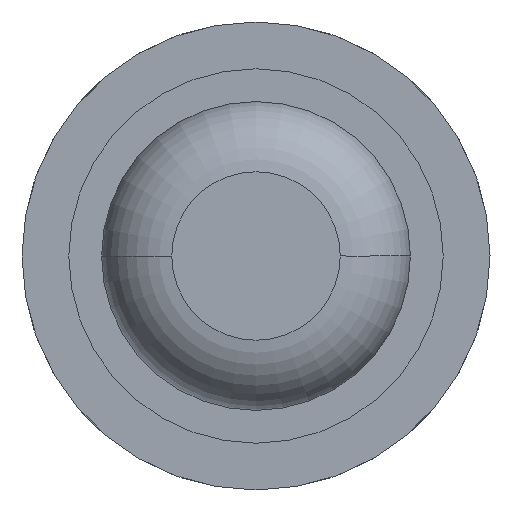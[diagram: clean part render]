
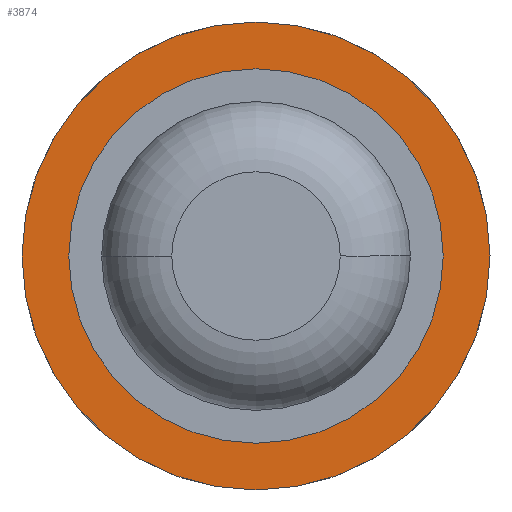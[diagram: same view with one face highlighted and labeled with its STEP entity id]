
A CAD part, front view. The second image highlights one B-rep face of the part: STEP entity #3874.
In plain terms, the highlighted planar face has unit normal (0, -1, 0).
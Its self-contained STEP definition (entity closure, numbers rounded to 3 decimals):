
#112 = EDGE_CURVE ( 'Defeature ausgef�hrt1_9+Defeature ausgef�hrt1_26+Defeature ausgef�hrt1_26+Defeature ausgef�hrt1_26', #4380, #3547, #4375, .T. ) ;
#175 = DIRECTION ( 'NONE',  ( 0., 0., -1. ) ) ;
#211 = CARTESIAN_POINT ( 'NONE',  ( 0., 5.3, 0. ) ) ;
#280 = AXIS2_PLACEMENT_3D ( 'NONE', #4117, #785, #4940 ) ;
#332 = CIRCLE ( 'NONE', #4658, 0.5 ) ;
#455 = DIRECTION ( 'NONE',  ( 0., 0., -1. ) ) ;
#538 = VERTEX_POINT ( 'NONE', #1644 ) ;
#653 = CARTESIAN_POINT ( 'NONE',  ( 0., 5.3, 0. ) ) ;
#667 = DIRECTION ( 'NONE',  ( 0., 0., -1. ) ) ;
#785 = DIRECTION ( 'NONE',  ( 0., -1., 0. ) ) ;
#814 = ORIENTED_EDGE ( 'NONE', *, *, #3362, .T. ) ;
#870 = EDGE_LOOP ( 'NONE', ( #2627, #2057 ) ) ;
#1097 = DIRECTION ( 'NONE',  ( 0., -1., 0. ) ) ;
#1243 = FACE_OUTER_BOUND ( 'NONE', #3717, .T. ) ;
#1457 = EDGE_CURVE ( 'Defeature ausgef�hrt1_26+Defeature ausgef�hrt1_27+Defeature ausgef�hrt1_27+Defeature ausgef�hrt1_27', #2436, #538, #4684, .T. ) ;
#1644 = CARTESIAN_POINT ( 'NONE',  ( 0., 5.3, 1.25 ) ) ;
#1817 = CARTESIAN_POINT ( 'NONE',  ( 0., 5.3, -1.25 ) ) ;
#1928 = AXIS2_PLACEMENT_3D ( 'NONE', #4195, #3817, #455 ) ;
#2057 = ORIENTED_EDGE ( 'NONE', *, *, #2393, .F. ) ;
#2262 = DIRECTION ( 'NONE',  ( 0., -1., 0. ) ) ;
#2338 = ORIENTED_EDGE ( 'NONE', *, *, #1457, .T. ) ;
#2393 = EDGE_CURVE ( 'Defeature ausgef�hrt1_9+Defeature ausgef�hrt1_26+Defeature ausgef�hrt1_26+Defeature ausgef�hrt1_26', #3547, #4380, #332, .T. ) ;
#2432 = AXIS2_PLACEMENT_3D ( 'NONE', #5218, #4397, #667 ) ;
#2436 = VERTEX_POINT ( 'NONE', #1817 ) ;
#2627 = ORIENTED_EDGE ( 'NONE', *, *, #112, .F. ) ;
#2805 = CARTESIAN_POINT ( 'NONE',  ( 0., 5.3, 0.5 ) ) ;
#3346 = AXIS2_PLACEMENT_3D ( 'NONE', #653, #1097, #3554 ) ;
#3362 = EDGE_CURVE ( 'Defeature ausgef�hrt1_26+Defeature ausgef�hrt1_27+Defeature ausgef�hrt1_27+Defeature ausgef�hrt1_27', #538, #2436, #4287, .T. ) ;
#3547 = VERTEX_POINT ( 'NONE', #2805 ) ;
#3554 = DIRECTION ( 'NONE',  ( 0., 0., -1. ) ) ;
#3717 = EDGE_LOOP ( 'NONE', ( #2338, #814 ) ) ;
#3817 = DIRECTION ( 'NONE',  ( 0., -1., 0. ) ) ;
#3874 = ADVANCED_FACE ( 'Defeature ausgef�hrt1_26', ( #1243, #5108 ), #5323, .T. ) ;
#4117 = CARTESIAN_POINT ( 'NONE',  ( 1.25, 5.3, 0. ) ) ;
#4195 = CARTESIAN_POINT ( 'NONE',  ( 0., 5.3, 0. ) ) ;
#4287 = CIRCLE ( 'NONE', #3346, 1.25 ) ;
#4375 = CIRCLE ( 'NONE', #2432, 0.5 ) ;
#4380 = VERTEX_POINT ( 'NONE', #4859 ) ;
#4397 = DIRECTION ( 'NONE',  ( 0., -1., 0. ) ) ;
#4658 = AXIS2_PLACEMENT_3D ( 'NONE', #211, #2262, #175 ) ;
#4684 = CIRCLE ( 'NONE', #1928, 1.25 ) ;
#4859 = CARTESIAN_POINT ( 'NONE',  ( 0., 5.3, -0.5 ) ) ;
#4940 = DIRECTION ( 'NONE',  ( 0., 0., -1. ) ) ;
#5108 = FACE_BOUND ( 'NONE', #870, .T. ) ;
#5218 = CARTESIAN_POINT ( 'NONE',  ( 0., 5.3, 0. ) ) ;
#5323 = PLANE ( 'NONE',  #280 ) ;
